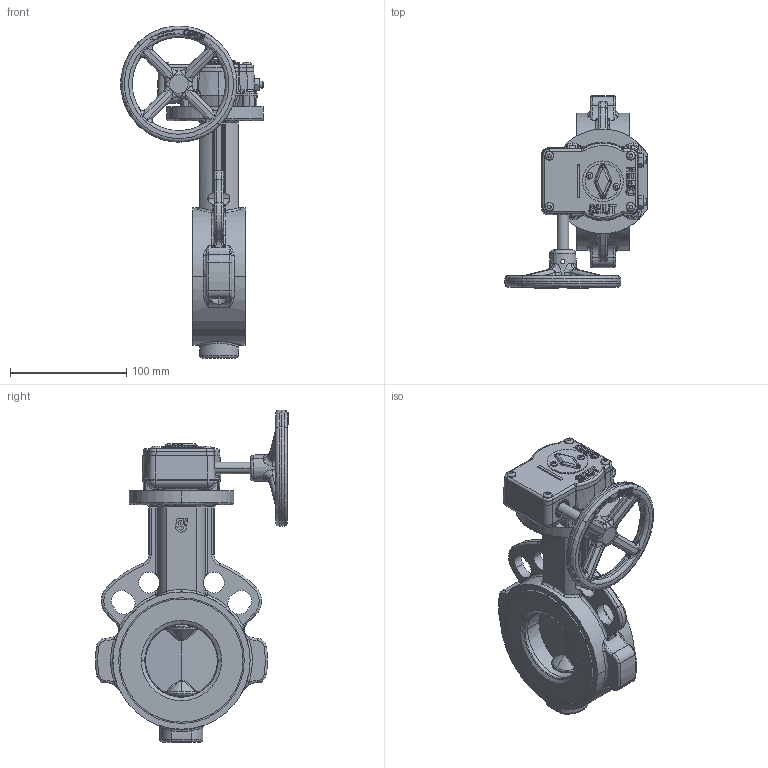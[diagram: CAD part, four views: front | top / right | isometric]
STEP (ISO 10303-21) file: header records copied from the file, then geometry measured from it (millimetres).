
FILE_DESCRIPTION(('HOOPS Exchange Step'),'2;1');
FILE_NAME('AK09_DN65_PN10-16_ansi150_jis10k_Handgetriebe.stp','2025-10-06T11:13:23+02:00',('nieru'),('Unknown organisation'),'HOOPS Exchange 2024.2','HOOPS Exchange','Unknown authorisation');
FILE_SCHEMA( ('AP203_CONFIGURATION_CONTROLLED_3D_DESIGN_OF_MECHANICAL_PARTS_AND_ASSEMBLIES_MIM_LF') );
Length unit declared in the file: millimetre
Products named in the file (3): 0; root
Assembly tree (2 placements, depth 3):
  root
    0
      0
Bounding box: 122.21 x 165.88 x 285.38 mm (x, y, z)
Volume: 773960.8 mm3; surface area: 152247.6 mm2
Topology: 3 solids, 23 shells, 2200 faces, 5560 edges, 3274 vertices
Faces by surface type: cylinder 624, plane 464, bspline 382, cone 305, torus 283, sphere 142
Entity records: 170668 total; most frequent: CARTESIAN_POINT 124775, ORIENTED_EDGE 10754, DIRECTION 7312, EDGE_CURVE 5377, VERTEX_POINT 3276, AXIS2_PLACEMENT_3D 3033, B_SPLINE_CURVE_WITH_KNOTS 2592, EDGE_LOOP 2311
